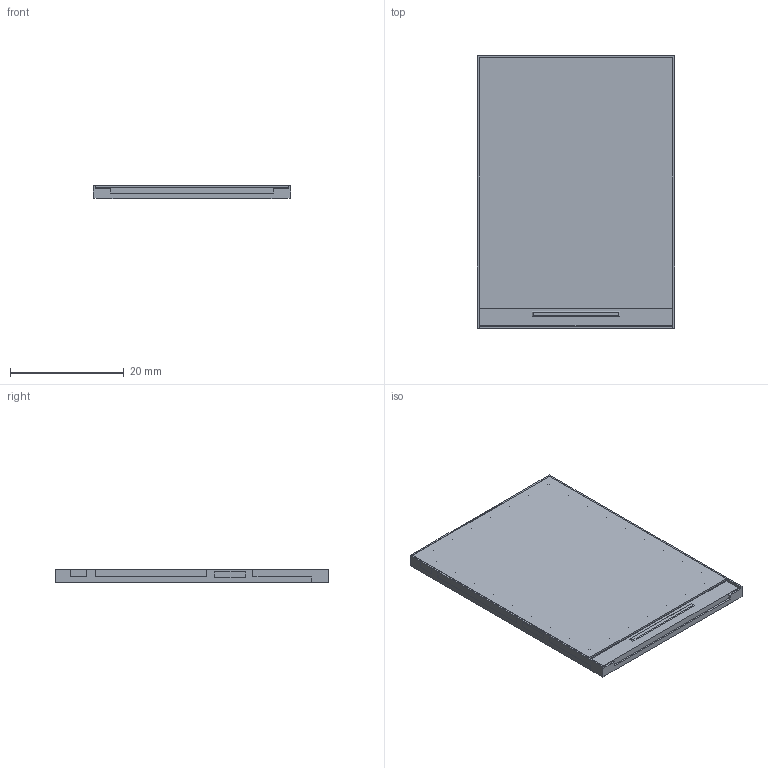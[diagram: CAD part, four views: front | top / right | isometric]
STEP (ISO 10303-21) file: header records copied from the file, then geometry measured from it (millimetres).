
FILE_DESCRIPTION(('HOOPS Exchange Step'),'2;1');
FILE_NAME('temp_export','2023-08-11T20:25:26+08:00',('nicholas'),('Shapr3D Limited'),'HOOPS Exchange 2022.2','Shapr3D','Authorized');
FILE_SCHEMA( ('AUTOMOTIVE_DESIGN { 1 0 10303 214 1 1 1 1 }') );
Length unit declared in the file: millimetre
Products named in the file (4): 2.0 TFT IPS - 12P - Reverse Mount - With Glass; 2.0 TFT IPS - 12P - Reverse Mount - Glass; 2.0 TFT IPS - 12P - Reverse Mount - With Glass.stp; root
Assembly tree (3 placements, depth 3):
  root
    2.0 TFT IPS - 12P - Reverse Mount - With Glass.stp
      2.0 TFT IPS - 12P - Reverse Mount - With Glass
      2.0 TFT IPS - 12P - Reverse Mount - Glass
Bounding box: 34.59 x 47.8 x 2.3 mm (x, y, z)
Surface area: 7555.6 mm2
Topology: 2 solids, 22 shells, 481 faces, 1177 edges, 784 vertices
Faces by surface type: plane 397, bspline 84
Entity records: 22346 total; most frequent: CARTESIAN_POINT 11194, ORIENTED_EDGE 2354, DIRECTION 1797, EDGE_CURVE 1177, VECTOR 995, LINE 995, VERTEX_POINT 784, EDGE_LOOP 537
